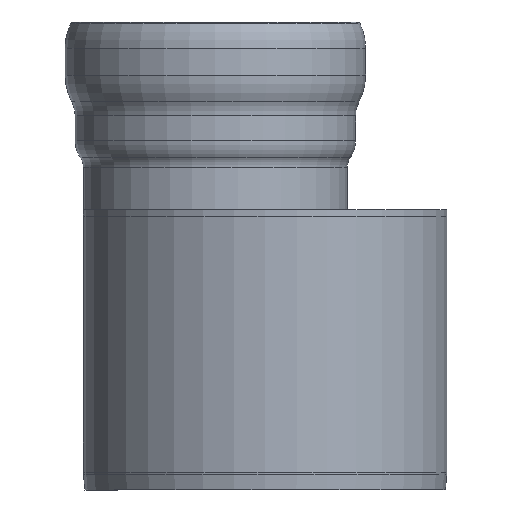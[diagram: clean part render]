
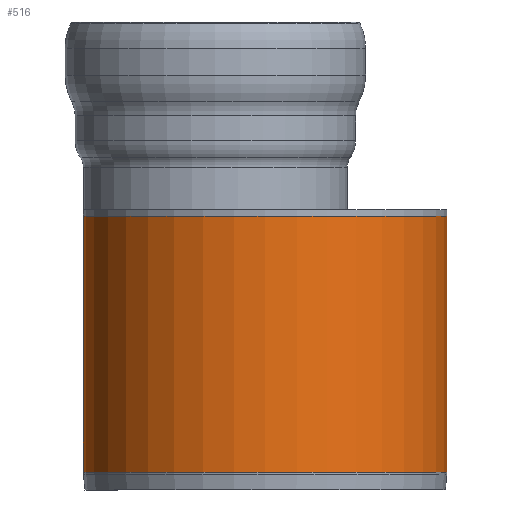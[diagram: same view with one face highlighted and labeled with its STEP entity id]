
A CAD part, front view. The second image highlights one B-rep face of the part: STEP entity #516.
In plain terms, the highlighted cylindrical face has radius 1095 mm (diameter 2190 mm), a full revolution.
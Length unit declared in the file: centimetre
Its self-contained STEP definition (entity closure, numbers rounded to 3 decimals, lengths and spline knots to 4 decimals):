
#51=LINE('',#957,#65);
#65=VECTOR('',#791,109.5);
#76=CYLINDRICAL_SURFACE('',#604,109.5);
#110=FACE_OUTER_BOUND('',#146,.T.);
#146=EDGE_LOOP('',(#459,#460,#461,#462,#463));
#202=CIRCLE('',#599,109.5);
#203=CIRCLE('',#600,109.5);
#206=CIRCLE('',#605,109.5);
#252=VERTEX_POINT('',#945);
#253=VERTEX_POINT('',#947);
#255=VERTEX_POINT('',#956);
#320=EDGE_CURVE('',#252,#253,#202,.T.);
#321=EDGE_CURVE('',#253,#252,#203,.T.);
#325=EDGE_CURVE('',#253,#255,#51,.T.);
#326=EDGE_CURVE('',#255,#255,#206,.T.);
#459=ORIENTED_EDGE('',*,*,#321,.F.);
#460=ORIENTED_EDGE('',*,*,#325,.T.);
#461=ORIENTED_EDGE('',*,*,#326,.T.);
#462=ORIENTED_EDGE('',*,*,#325,.F.);
#463=ORIENTED_EDGE('',*,*,#320,.F.);
#516=ADVANCED_FACE('',(#110),#76,.T.);
#599=AXIS2_PLACEMENT_3D('',#948,#778,#779);
#600=AXIS2_PLACEMENT_3D('',#949,#780,#781);
#604=AXIS2_PLACEMENT_3D('',#955,#789,#790);
#605=AXIS2_PLACEMENT_3D('',#958,#792,#793);
#778=DIRECTION('center_axis',(0.,0.,-1.));
#779=DIRECTION('ref_axis',(1.,0.,0.));
#780=DIRECTION('center_axis',(0.,0.,-1.));
#781=DIRECTION('ref_axis',(1.,0.,0.));
#789=DIRECTION('center_axis',(0.,0.,-1.));
#790=DIRECTION('ref_axis',(1.,0.,0.));
#791=DIRECTION('',(0.,0.,1.));
#792=DIRECTION('center_axis',(0.,0.,-1.));
#793=DIRECTION('ref_axis',(1.,0.,0.));
#945=CARTESIAN_POINT('',(48.7164,-206.5882,10.7815));
#947=CARTESIAN_POINT('',(-60.7836,-97.0882,10.7815));
#948=CARTESIAN_POINT('Origin',(48.7164,-97.0882,10.7815));
#949=CARTESIAN_POINT('Origin',(48.7164,-97.0882,10.7815));
#955=CARTESIAN_POINT('Origin',(48.7164,-97.0882,167.));
#956=CARTESIAN_POINT('',(-60.7836,-97.0882,165.));
#957=CARTESIAN_POINT('',(-60.7836,-97.0882,167.));
#958=CARTESIAN_POINT('Origin',(48.7164,-97.0882,165.));
